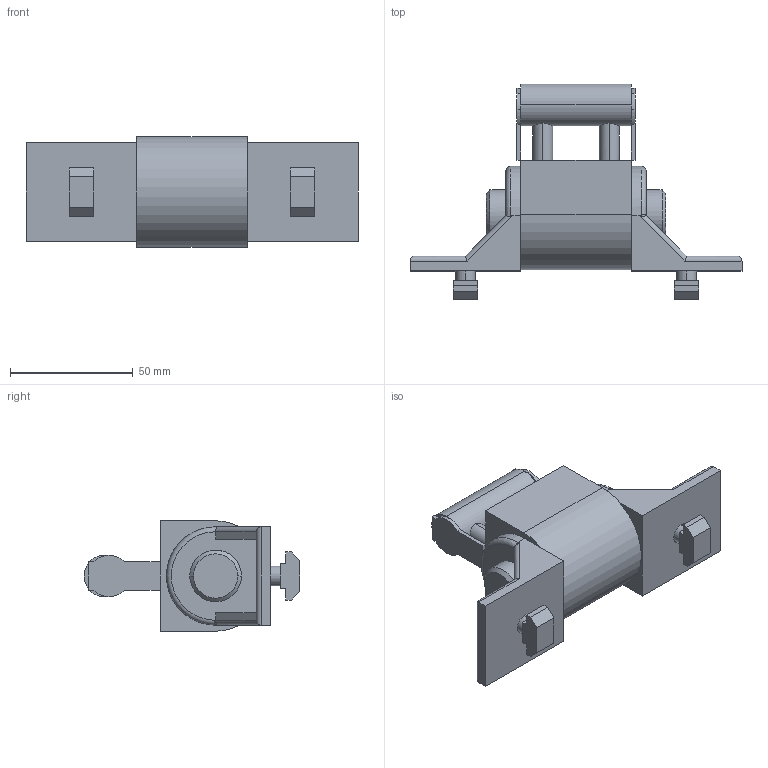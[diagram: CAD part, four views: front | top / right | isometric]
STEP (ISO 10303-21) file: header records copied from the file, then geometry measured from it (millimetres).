
FILE_DESCRIPTION(('STEP AP214'),'1');
FILE_NAME('cctmp_7BD28D1B-E603-4EBC-8EAD-EBA797B34685_2024_01_25_15_50_38_0622_10028..stp','2024-01-25T14:50:39',('Bosch Rexroth AG'),('CADClick - www.CADClick.com'),'Spatial InterOp 3D',' ','unknown authorization - (Healing Option Enabled)');
FILE_SCHEMA(('AUTOMOTIVE_DESIGN'));
Length unit declared in the file: millimetre
Products named in the file (1): 2024_01_25_15_50_38_0606
Bounding box: 135 x 87.8 x 45 mm (x, y, z)
Volume: 135845.3 mm3; surface area: 31062.4 mm2
Topology: 1 solids, 1 shells, 177 faces, 466 edges, 294 vertices
Faces by surface type: plane 112, cylinder 47, cone 12, torus 6
Entity records: 7038 total; most frequent: CARTESIAN_POINT 1160, ORIENTED_EDGE 932, DIRECTION 912, EDGE_CURVE 466, LINE 332, VECTOR 332, VERTEX_POINT 294, AXIS2_PLACEMENT_3D 290
